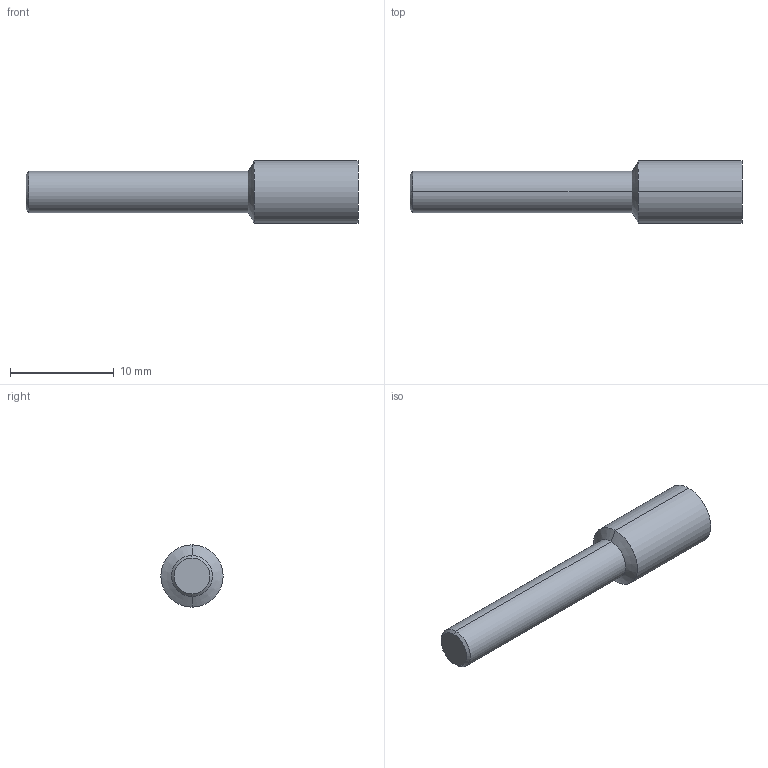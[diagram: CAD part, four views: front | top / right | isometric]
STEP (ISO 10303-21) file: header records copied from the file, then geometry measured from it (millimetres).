
FILE_DESCRIPTION (( 'STEP AP203' ), '1' );
FILE_NAME ('KQKQ2P-1117114056898.step', '2008-11-17T16:41:04', ( 'SysAdmin' ), ( 'SolidWorks' ), 'SwSTEP 2.0', 'SolidWorks 2009', '' );
FILE_SCHEMA (( 'CONFIG_CONTROL_DESIGN' ));
Length unit declared in the file: millimetre
Products named in the file (2): KQKQ2P-1117114056898; KQ2P-03.step_KQ2P_03
Assembly tree (1 placements, depth 2):
  KQKQ2P-1117114056898
    KQ2P-03.step_KQ2P_03
Bounding box: 32 x 6 x 6 mm (x, y, z)
Volume: 558.9 mm3; surface area: 512.6 mm2
Topology: 1 solids, 1 shells, 10 faces, 18 edges, 10 vertices
Faces by surface type: cone 4, cylinder 4, plane 2
Entity records: 440 total; most frequent: DIRECTION 56, CARTESIAN_POINT 42, ORIENTED_EDGE 36, AXIS2_PLACEMENT_3D 24, EDGE_CURVE 18, PERSON_AND_ORGANIZATION 17, DATE_AND_TIME 12, CALENDAR_DATE 12
